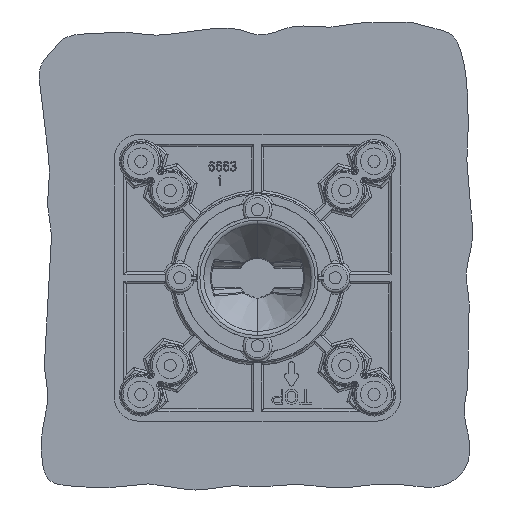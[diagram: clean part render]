
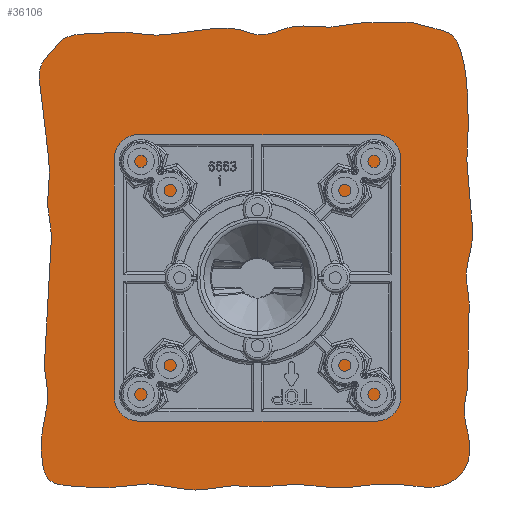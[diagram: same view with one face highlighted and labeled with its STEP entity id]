
A CAD part, front view. The second image highlights one B-rep face of the part: STEP entity #36106.
In plain terms, the highlighted planar face has unit normal (0, -1, 0).
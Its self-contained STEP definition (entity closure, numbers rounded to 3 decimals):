
#35745=CARTESIAN_POINT('',(-43.,0.,-41.48));
#35746=CARTESIAN_POINT('',(-43.897,0.,-40.543));
#35747=CARTESIAN_POINT('',(-44.665,0.,-36.398));
#35748=CARTESIAN_POINT('',(-44.513,0.,-30.827));
#35749=CARTESIAN_POINT('',(-42.546,0.,-24.78));
#35750=CARTESIAN_POINT('',(-44.346,0.,-18.847));
#35751=CARTESIAN_POINT('',(-43.234,0.,-12.772));
#35752=CARTESIAN_POINT('',(-43.296,0.,-6.334));
#35753=CARTESIAN_POINT('',(-43.104,0.,0.96));
#35754=CARTESIAN_POINT('',(-41.832,0.,8.06));
#35755=CARTESIAN_POINT('',(-43.677,0.,15.222));
#35756=CARTESIAN_POINT('',(-42.416,0.,21.884));
#35757=CARTESIAN_POINT('',(-43.658,0.,28.703));
#35758=CARTESIAN_POINT('',(-43.868,0.,35.91));
#35759=CARTESIAN_POINT('',(-46.057,0.,42.942));
#35760=CARTESIAN_POINT('',(-42.356,0.,46.788));
#35761=CARTESIAN_POINT('',(-39.236,0.,50.549));
#35762=CARTESIAN_POINT('',(-33.363,0.,49.972));
#35763=CARTESIAN_POINT('',(-27.011,0.,51.022));
#35764=CARTESIAN_POINT('',(-21.209,0.,49.544));
#35765=CARTESIAN_POINT('',(-14.932,0.,50.766));
#35766=CARTESIAN_POINT('',(-9.151,0.,51.409));
#35767=CARTESIAN_POINT('',(-3.848,0.,51.498));
#35768=CARTESIAN_POINT('',(1.256,0.,49.065));
#35769=CARTESIAN_POINT('',(7.235,0.,52.803));
#35770=CARTESIAN_POINT('',(14.245,0.,51.005));
#35771=CARTESIAN_POINT('',(20.756,0.,52.866));
#35772=CARTESIAN_POINT('',(26.337,0.,52.26));
#35773=CARTESIAN_POINT('',(31.235,0.,53.023));
#35774=CARTESIAN_POINT('',(35.452,0.,51.381));
#35775=CARTESIAN_POINT('',(39.526,0.,50.932));
#35776=CARTESIAN_POINT('',(40.893,0.,48.996));
#35777=CARTESIAN_POINT('',(41.142,0.,48.531));
#35779=CARTESIAN_POINT('',(41.142,0.,48.531));
#35780=CARTESIAN_POINT('',(41.574,0.,47.724));
#35781=CARTESIAN_POINT('',(42.7,0.,44.053));
#35782=CARTESIAN_POINT('',(43.304,0.,38.944));
#35783=CARTESIAN_POINT('',(43.606,0.,32.29));
#35784=CARTESIAN_POINT('',(42.823,0.,24.99));
#35785=CARTESIAN_POINT('',(43.662,0.,16.614));
#35786=CARTESIAN_POINT('',(44.99,0.,7.828));
#35787=CARTESIAN_POINT('',(42.419,0.,1.274));
#35788=CARTESIAN_POINT('',(43.807,0.,-4.339));
#35789=CARTESIAN_POINT('',(43.527,0.,-9.298));
#35790=CARTESIAN_POINT('',(42.99,0.,-15.306));
#35791=CARTESIAN_POINT('',(43.913,0.,-21.402));
#35792=CARTESIAN_POINT('',(41.874,0.,-27.697));
#35793=CARTESIAN_POINT('',(44.045,0.,-33.281));
#35794=CARTESIAN_POINT('',(43.552,0.,-39.688));
#35795=CARTESIAN_POINT('',(37.871,0.,-43.779));
#35796=CARTESIAN_POINT('',(31.515,0.,-42.651));
#35797=CARTESIAN_POINT('',(24.758,0.,-42.148));
#35798=CARTESIAN_POINT('',(16.752,0.,-43.976));
#35799=CARTESIAN_POINT('',(8.28,0.,-41.847));
#35800=CARTESIAN_POINT('',(1.104,0.,-43.325));
#35801=CARTESIAN_POINT('',(-5.521,0.,-42.362));
#35802=CARTESIAN_POINT('',(-12.92,0.,-44.716));
#35803=CARTESIAN_POINT('',(-21.79,0.,-41.518));
#35804=CARTESIAN_POINT('',(-30.262,0.,-43.635));
#35805=CARTESIAN_POINT('',(-36.893,0.,-42.884));
#35806=CARTESIAN_POINT('',(-41.805,0.,-42.729));
#35807=CARTESIAN_POINT('',(-43.,0.,-41.48));
#35809=CARTESIAN_POINT('',(0.,0.,0.));
#35810=DIRECTION('',(0.,-1.,0.));
#35811=DIRECTION('',(1.,0.,0.));
#35812=AXIS2_PLACEMENT_3D('',#35809,#35810,#35811);
#35814=CARTESIAN_POINT('',(0.,0.,0.));
#35815=DIRECTION('',(0.,-1.,0.));
#35816=DIRECTION('',(-1.,0.,0.));
#35817=AXIS2_PLACEMENT_3D('',#35814,#35815,#35816);
#35819=CARTESIAN_POINT('',(0.,0.,16.));
#35820=DIRECTION('',(0.,-1.,0.));
#35821=DIRECTION('',(1.,0.,0.));
#35822=AXIS2_PLACEMENT_3D('',#35819,#35820,#35821);
#35824=CARTESIAN_POINT('',(0.,0.,16.));
#35825=DIRECTION('',(0.,-1.,0.));
#35826=DIRECTION('',(-1.,0.,0.));
#35827=AXIS2_PLACEMENT_3D('',#35824,#35825,#35826);
#35829=CARTESIAN_POINT('',(0.,0.,-16.));
#35830=DIRECTION('',(0.,-1.,0.));
#35831=DIRECTION('',(1.,0.,0.));
#35832=AXIS2_PLACEMENT_3D('',#35829,#35830,#35831);
#35834=CARTESIAN_POINT('',(0.,0.,-16.));
#35835=DIRECTION('',(0.,-1.,0.));
#35836=DIRECTION('',(-1.,0.,0.));
#35837=AXIS2_PLACEMENT_3D('',#35834,#35835,#35836);
#35839=CARTESIAN_POINT('',(16.,0.,0.));
#35840=DIRECTION('',(0.,-1.,0.));
#35841=DIRECTION('',(1.,0.,0.));
#35842=AXIS2_PLACEMENT_3D('',#35839,#35840,#35841);
#35844=CARTESIAN_POINT('',(16.,0.,0.));
#35845=DIRECTION('',(0.,-1.,0.));
#35846=DIRECTION('',(-1.,0.,0.));
#35847=AXIS2_PLACEMENT_3D('',#35844,#35845,#35846);
#35849=CARTESIAN_POINT('',(-16.,0.,0.));
#35850=DIRECTION('',(0.,-1.,0.));
#35851=DIRECTION('',(1.,0.,0.));
#35852=AXIS2_PLACEMENT_3D('',#35849,#35850,#35851);
#35854=CARTESIAN_POINT('',(-16.,0.,0.));
#35855=DIRECTION('',(0.,-1.,0.));
#35856=DIRECTION('',(-1.,0.,0.));
#35857=AXIS2_PLACEMENT_3D('',#35854,#35855,#35856);
#36021=VERTEX_POINT('',#35745);
#36022=VERTEX_POINT('',#35777);
#36025=CARTESIAN_POINT('',(9.5,0.,0.));
#36026=CARTESIAN_POINT('',(-9.5,0.,0.));
#36027=VERTEX_POINT('',#36025);
#36028=VERTEX_POINT('',#36026);
#36029=CARTESIAN_POINT('',(1.6,0.,16.));
#36030=CARTESIAN_POINT('',(-1.6,0.,16.));
#36031=VERTEX_POINT('',#36029);
#36032=VERTEX_POINT('',#36030);
#36033=CARTESIAN_POINT('',(1.6,0.,-16.));
#36034=CARTESIAN_POINT('',(-1.6,0.,-16.));
#36035=VERTEX_POINT('',#36033);
#36036=VERTEX_POINT('',#36034);
#36049=CARTESIAN_POINT('',(17.6,0.,0.));
#36050=CARTESIAN_POINT('',(14.4,0.,0.));
#36051=VERTEX_POINT('',#36049);
#36052=VERTEX_POINT('',#36050);
#36053=CARTESIAN_POINT('',(-14.4,0.,0.));
#36054=CARTESIAN_POINT('',(-17.6,0.,0.));
#36055=VERTEX_POINT('',#36053);
#36056=VERTEX_POINT('',#36054);
#36065=CARTESIAN_POINT('',(0.,0.,0.));
#36066=DIRECTION('',(0.,1.,0.));
#36067=DIRECTION('',(1.,0.,0.));
#36068=AXIS2_PLACEMENT_3D('',#36065,#36066,#36067);
#36069=PLANE('',#36068);
#36071=ORIENTED_EDGE('',*,*,#36070,.T.);
#36073=ORIENTED_EDGE('',*,*,#36072,.T.);
#36074=EDGE_LOOP('',(#36071,#36073));
#36075=FACE_OUTER_BOUND('',#36074,.F.);
#36077=ORIENTED_EDGE('',*,*,#36076,.T.);
#36079=ORIENTED_EDGE('',*,*,#36078,.T.);
#36080=EDGE_LOOP('',(#36077,#36079));
#36081=FACE_BOUND('',#36080,.F.);
#36083=ORIENTED_EDGE('',*,*,#36082,.T.);
#36085=ORIENTED_EDGE('',*,*,#36084,.T.);
#36086=EDGE_LOOP('',(#36083,#36085));
#36087=FACE_BOUND('',#36086,.F.);
#36089=ORIENTED_EDGE('',*,*,#36088,.T.);
#36091=ORIENTED_EDGE('',*,*,#36090,.T.);
#36092=EDGE_LOOP('',(#36089,#36091));
#36093=FACE_BOUND('',#36092,.F.);
#36095=ORIENTED_EDGE('',*,*,#36094,.T.);
#36097=ORIENTED_EDGE('',*,*,#36096,.T.);
#36098=EDGE_LOOP('',(#36095,#36097));
#36099=FACE_BOUND('',#36098,.F.);
#36101=ORIENTED_EDGE('',*,*,#36100,.T.);
#36103=ORIENTED_EDGE('',*,*,#36102,.T.);
#36104=EDGE_LOOP('',(#36101,#36103));
#36105=FACE_BOUND('',#36104,.F.);
#35778=B_SPLINE_CURVE_WITH_KNOTS('',3,(#35745,#35746,#35747,#35748,#35749,
#35750,#35751,#35752,#35753,#35754,#35755,#35756,#35757,#35758,#35759,#35760,
#35761,#35762,#35763,#35764,#35765,#35766,#35767,#35768,#35769,#35770,#35771,
#35772,#35773,#35774,#35775,#35776,#35777),.UNSPECIFIED.,.F.,.F.,(4,1,1,1,1,1,1,
1,1,1,1,1,1,1,1,1,1,1,1,1,1,1,1,1,1,1,1,1,1,1,4),(0.,0.024,
0.063,0.099,0.128,0.165,
0.203,0.238,0.29,0.324,
0.362,0.404,0.44,0.488,
0.513,0.526,0.57,0.601,
0.638,0.669,0.709,0.738,
0.758,0.8,0.843,0.876,
0.913,0.938,0.958,0.991,1.),
.UNSPECIFIED.);
#35808=B_SPLINE_CURVE_WITH_KNOTS('',3,(#35779,#35780,#35781,#35782,#35783,
#35784,#35785,#35786,#35787,#35788,#35789,#35790,#35791,#35792,#35793,#35794,
#35795,#35796,#35797,#35798,#35799,#35800,#35801,#35802,#35803,#35804,#35805,
#35806,#35807),.UNSPECIFIED.,.F.,.F.,(4,1,1,1,1,1,1,1,1,1,1,1,1,1,1,1,1,1,1,1,1,
1,1,1,1,1,4),(0.,0.016,0.061,0.091,
0.128,0.186,0.234,0.278,
0.3,0.331,0.362,0.403,
0.435,0.47,0.502,0.537,
0.574,0.608,0.653,0.712,
0.753,0.776,0.825,0.88,
0.93,0.968,1.),.UNSPECIFIED.);
#35813=CIRCLE('',#35812,9.5);
#35818=CIRCLE('',#35817,9.5);
#35823=CIRCLE('',#35822,1.6);
#35828=CIRCLE('',#35827,1.6);
#35833=CIRCLE('',#35832,1.6);
#35838=CIRCLE('',#35837,1.6);
#35843=CIRCLE('',#35842,1.6);
#35848=CIRCLE('',#35847,1.6);
#35853=CIRCLE('',#35852,1.6);
#35858=CIRCLE('',#35857,1.6);
#36070=EDGE_CURVE('',#36021,#36022,#35778,.T.);
#36072=EDGE_CURVE('',#36022,#36021,#35808,.T.);
#36076=EDGE_CURVE('',#36027,#36028,#35813,.T.);
#36078=EDGE_CURVE('',#36028,#36027,#35818,.T.);
#36082=EDGE_CURVE('',#36031,#36032,#35823,.T.);
#36084=EDGE_CURVE('',#36032,#36031,#35828,.T.);
#36088=EDGE_CURVE('',#36035,#36036,#35833,.T.);
#36090=EDGE_CURVE('',#36036,#36035,#35838,.T.);
#36094=EDGE_CURVE('',#36051,#36052,#35843,.T.);
#36096=EDGE_CURVE('',#36052,#36051,#35848,.T.);
#36100=EDGE_CURVE('',#36055,#36056,#35853,.T.);
#36102=EDGE_CURVE('',#36056,#36055,#35858,.T.);
#36106=ADVANCED_FACE('',(#36075,#36081,#36087,#36093,#36099,#36105),#36069,.F.);
